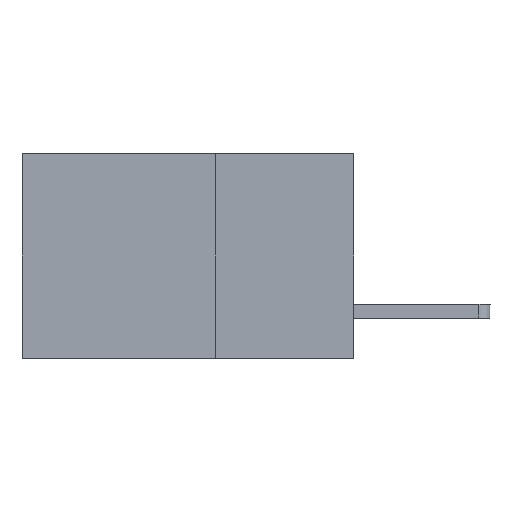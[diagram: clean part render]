
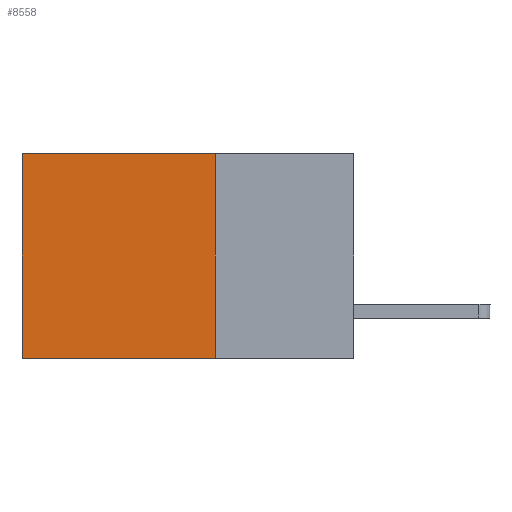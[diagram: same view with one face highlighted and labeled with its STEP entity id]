
A CAD part, left-side view. The second image highlights one B-rep face of the part: STEP entity #8558.
In plain terms, the highlighted planar face has unit normal (-1, 0, 0).
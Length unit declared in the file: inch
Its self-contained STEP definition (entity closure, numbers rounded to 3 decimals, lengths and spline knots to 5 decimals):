
#143 = DIRECTION ( 'NONE',  ( 0., 1., 0. ) ) ;
#215 = CARTESIAN_POINT ( 'NONE',  ( 0.2875, 0.25, 0. ) ) ;
#955 = LINE ( 'NONE', #215, #6468 ) ;
#982 = LINE ( 'NONE', #9679, #2887 ) ;
#1002 = DIRECTION ( 'NONE',  ( 0., 1., 0. ) ) ;
#2407 = AXIS2_PLACEMENT_3D ( 'NONE', #5758, #7240, #7939 ) ;
#2887 = VECTOR ( 'NONE', #4442, 39.37008 ) ;
#3058 = LINE ( 'NONE', #8913, #4264 ) ;
#3167 = ORIENTED_EDGE ( 'NONE', *, *, #3242, .T. ) ;
#3242 = EDGE_CURVE ( 'NONE', #7376, #4544, #955, .T. ) ;
#3518 = EDGE_CURVE ( 'NONE', #7376, #8105, #982, .T. ) ;
#3994 = CARTESIAN_POINT ( 'NONE',  ( 0.2875, 0.25, -0.37 ) ) ;
#4010 = ORIENTED_EDGE ( 'NONE', *, *, #6649, .T. ) ;
#4205 = PLANE ( 'NONE',  #2407 ) ;
#4264 = VECTOR ( 'NONE', #5130, 39.37008 ) ;
#4442 = DIRECTION ( 'NONE',  ( 0., 0., -1. ) ) ;
#4544 = VERTEX_POINT ( 'NONE', #9190 ) ;
#4902 = CARTESIAN_POINT ( 'NONE',  ( 0.2875, 0.25, 0. ) ) ;
#5130 = DIRECTION ( 'NONE',  ( 0., 0., -1. ) ) ;
#5284 = ORIENTED_EDGE ( 'NONE', *, *, #3518, .F. ) ;
#5548 = CARTESIAN_POINT ( 'NONE',  ( 0.2875, 0.6, -0.37 ) ) ;
#5682 = EDGE_CURVE ( 'NONE', #8105, #5877, #7131, .T. ) ;
#5758 = CARTESIAN_POINT ( 'NONE',  ( 0.2875, 0.25, 0. ) ) ;
#5877 = VERTEX_POINT ( 'NONE', #5548 ) ;
#6330 = ORIENTED_EDGE ( 'NONE', *, *, #5682, .F. ) ;
#6468 = VECTOR ( 'NONE', #1002, 39.37008 ) ;
#6649 = EDGE_CURVE ( 'NONE', #4544, #5877, #3058, .T. ) ;
#7131 = LINE ( 'NONE', #3994, #9511 ) ;
#7240 = DIRECTION ( 'NONE',  ( 1., 0., 0. ) ) ;
#7376 = VERTEX_POINT ( 'NONE', #4902 ) ;
#7579 = EDGE_LOOP ( 'NONE', ( #4010, #6330, #5284, #3167 ) ) ;
#7939 = DIRECTION ( 'NONE',  ( 0., 0., -1. ) ) ;
#8105 = VERTEX_POINT ( 'NONE', #8877 ) ;
#8558 = ADVANCED_FACE ( 'NONE', ( #9590 ), #4205, .F. ) ;
#8877 = CARTESIAN_POINT ( 'NONE',  ( 0.2875, 0.25, -0.37 ) ) ;
#8913 = CARTESIAN_POINT ( 'NONE',  ( 0.2875, 0.6, 0. ) ) ;
#9190 = CARTESIAN_POINT ( 'NONE',  ( 0.2875, 0.6, 0. ) ) ;
#9511 = VECTOR ( 'NONE', #143, 39.37008 ) ;
#9590 = FACE_OUTER_BOUND ( 'NONE', #7579, .T. ) ;
#9679 = CARTESIAN_POINT ( 'NONE',  ( 0.2875, 0.25, 0. ) ) ;
